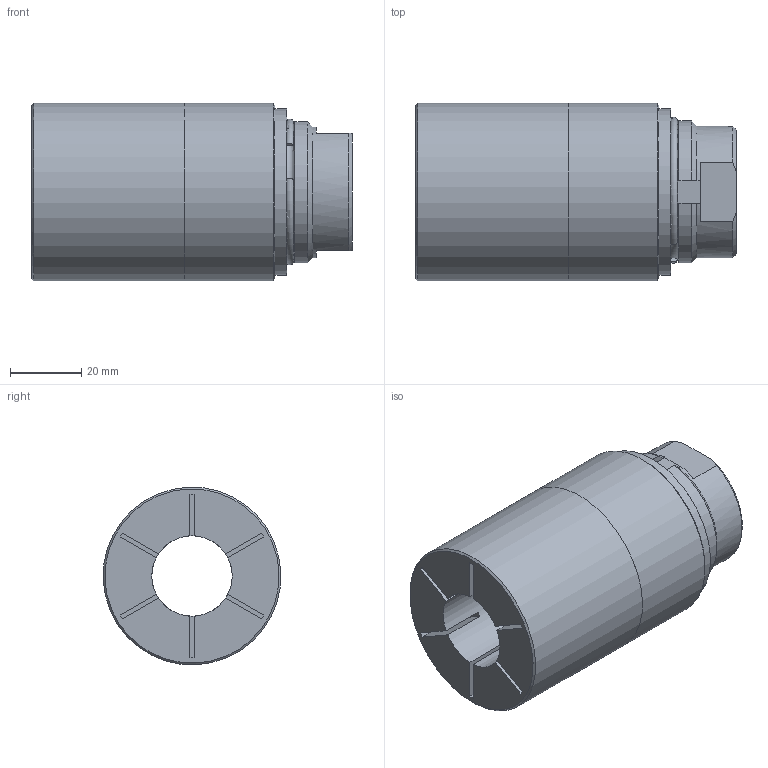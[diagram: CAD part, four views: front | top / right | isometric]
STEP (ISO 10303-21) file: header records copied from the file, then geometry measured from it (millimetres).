
FILE_DESCRIPTION(/* description */ (''),/* implementation_level */ '2;1');
FILE_NAME(/* name */ '60_70 BG7.stp',/* time_stamp */ '2018-03-08T17:15:08-06:00',/* author */ ('scottg'),/* organization */ ('FasTest,Inc.'),/* preprocessor_version */ 'ST-DEVELOPER v16.1',/* originating_system */ 'Autodesk Inventor 2016',/* authorisation */ '');
FILE_SCHEMA (('AUTOMOTIVE_DESIGN { 1 0 10303 214 3 1 1 }'));
Length unit declared in the file: inch
Products named in the file (1): 60_70 BG7
Bounding box: 90.21 x 49.97 x 49.97 mm (x, y, z)
Volume: 122978 mm3; surface area: 24704.8 mm2
Topology: 1 solids, 1 shells, 58 faces, 157 edges, 105 vertices
Faces by surface type: plane 34, cylinder 15, cone 7, torus 2
Full cylindrical faces by diameter (mm): 22.631 x1, 46.761 x1, 50.035 x1, 50.038 x1
Entity records: 1977 total; most frequent: CARTESIAN_POINT 472, DIRECTION 294, ORIENTED_EDGE 292, EDGE_CURVE 146, AXIS2_PLACEMENT_3D 111, VERTEX_POINT 102, EDGE_LOOP 72, LINE 72
